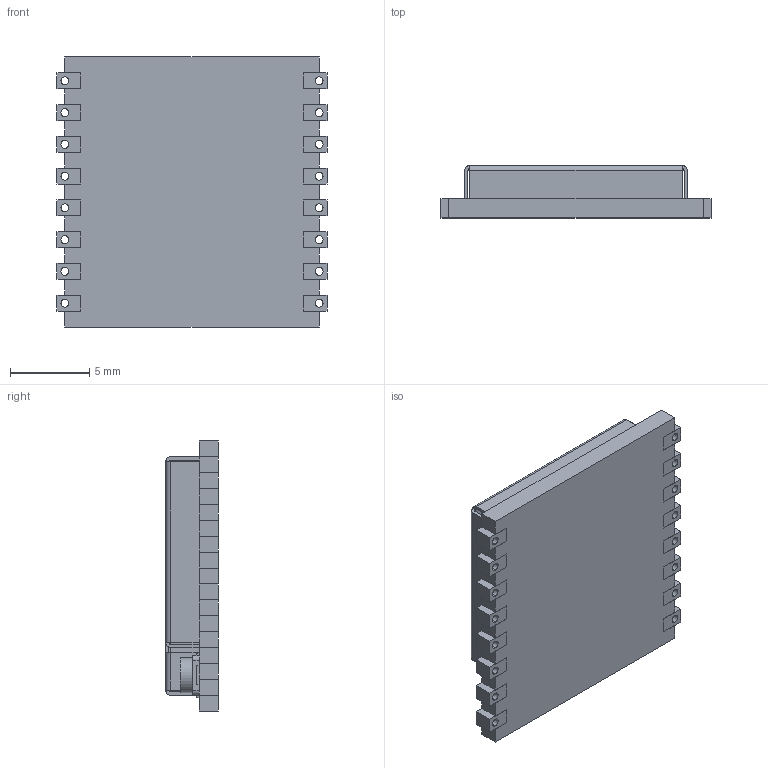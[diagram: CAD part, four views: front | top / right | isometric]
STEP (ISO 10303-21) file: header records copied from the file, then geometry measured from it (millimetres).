
FILE_DESCRIPTION (( 'STEP AP214' ), '1' );
FILE_NAME ('RA-02.STEP', '2023-11-19T04:23:21', ( '' ), ( '' ), 'SwSTEP 2.0', 'SolidWorks 2021', '' );
FILE_SCHEMA (( 'AUTOMOTIVE_DESIGN' ));
Length unit declared in the file: millimetre
Products named in the file (1): RA-02
Bounding box: 17 x 3.3 x 17 mm (x, y, z)
Volume: 395.1 mm3; surface area: 1427.9 mm2
Topology: 25 solids, 25 shells, 353 faces, 912 edges, 607 vertices
Faces by surface type: plane 297, cylinder 54, sphere 2
Entity records: 10922 total; most frequent: CARTESIAN_POINT 1867, ORIENTED_EDGE 1816, DIRECTION 1726, EDGE_CURVE 908, LINE 798, VECTOR 798, VERTEX_POINT 605, AXIS2_PLACEMENT_3D 464
